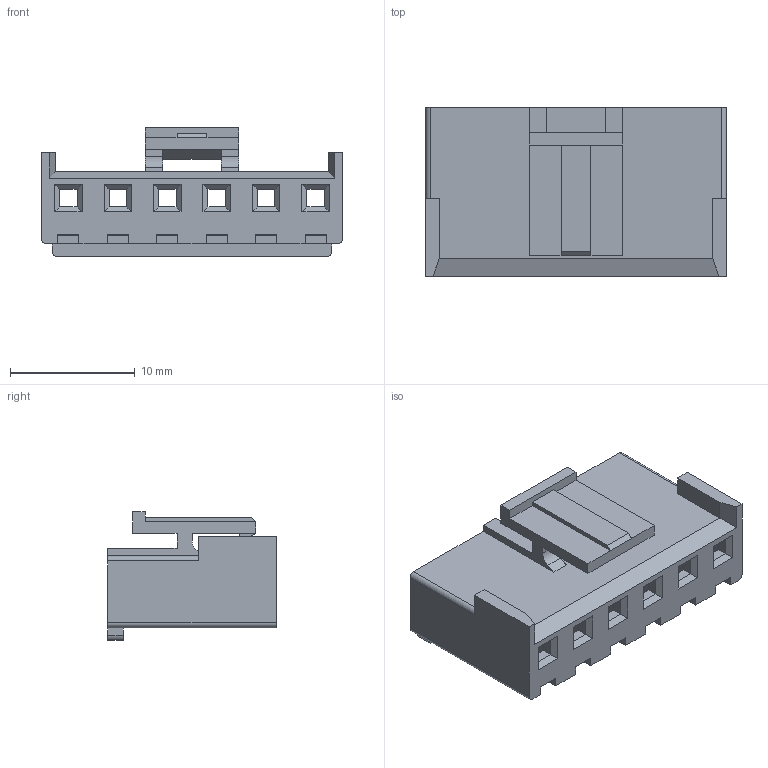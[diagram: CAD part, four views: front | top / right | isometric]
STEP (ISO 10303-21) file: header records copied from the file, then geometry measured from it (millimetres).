
FILE_DESCRIPTION((''),'2;1');
FILE_NAME('FHG39601-S05M2W1B','2025-05-29T',('工程三'),(''),'PRO/ENGINEER BY PARAMETRIC TECHNOLOGY CORPORATION, 2010280','PRO/ENGINEER BY PARAMETRIC TECHNOLOGY CORPORATION, 2010280','');
FILE_SCHEMA(('CONFIG_CONTROL_DESIGN'));
Length unit declared in the file: millimetre
Products named in the file (1): FHG39601-S05M2W1B
Bounding box: 24.09 x 13.5 x 10.31 mm (x, y, z)
Volume: 887.1 mm3; surface area: 2499 mm2
Topology: 1 solids, 1 shells, 186 faces, 546 edges, 354 vertices
Faces by surface type: plane 172, cylinder 14
Entity records: 6128 total; most frequent: ORIENTED_EDGE 1092, CARTESIAN_POINT 1086, DIRECTION 946, EDGE_CURVE 546, VECTOR 518, LINE 518, VERTEX_POINT 354, AXIS2_PLACEMENT_3D 214
